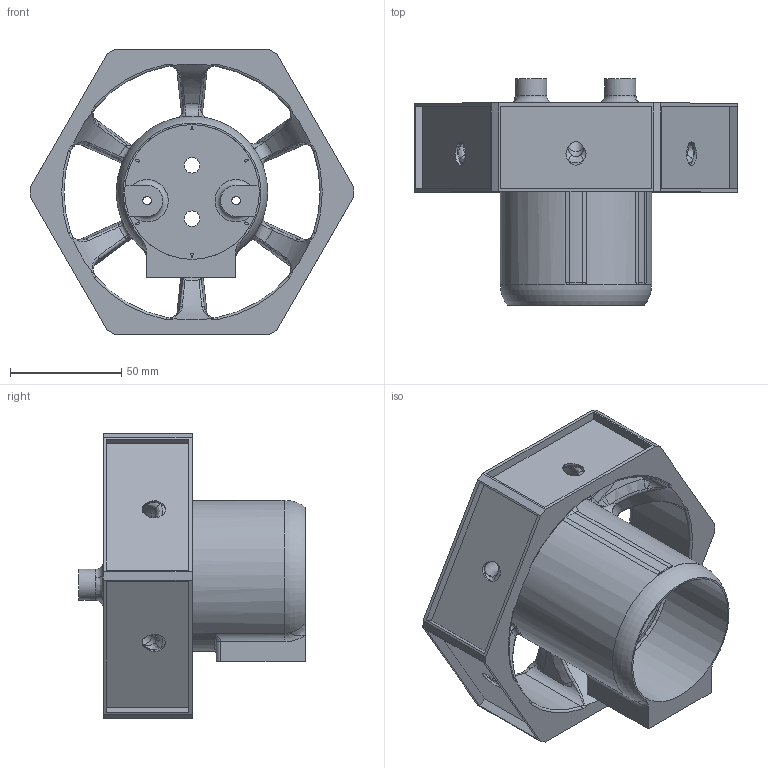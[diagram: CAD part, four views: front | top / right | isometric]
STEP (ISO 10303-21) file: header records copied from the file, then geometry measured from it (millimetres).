
FILE_DESCRIPTION(/* description */ (''),/* implementation_level */ '2;1');
FILE_NAME(/* name */ 'solar cap 2_.step',/* time_stamp */ '2026-02-03T21:38:53-05:00',/* author */ (''),/* organization */ (''),/* preprocessor_version */ 'ST-DEVELOPER v20.1',/* originating_system */ 'Autodesk Translation Framework v14.10.0.0',/* authorisation */ '');
FILE_SCHEMA (('AUTOMOTIVE_DESIGN { 1 0 10303 214 3 1 1 }'));
Length unit declared in the file: millimetre
Products named in the file (1): Smart Penetrometer_Solar Cap3
Bounding box: 145.67 x 101.83 x 127.98 mm (x, y, z)
Volume: 210748.8 mm3; surface area: 105671.8 mm2
Topology: 1 solids, 1 shells, 625 faces, 1732 edges, 1112 vertices
Faces by surface type: bspline 347, torus 98, plane 91, cylinder 89
Full cylindrical faces by diameter (mm): 3.817 x2, 7 x2, 9.5 x2, 14 x4, 60.6 x2
Entity records: 32249 total; most frequent: CARTESIAN_POINT 18681, ORIENTED_EDGE 3436, DIRECTION 1881, EDGE_CURVE 1718, VERTEX_POINT 1112, B_SPLINE_CURVE_WITH_KNOTS 908, AXIS2_PLACEMENT_3D 792, EDGE_LOOP 678
